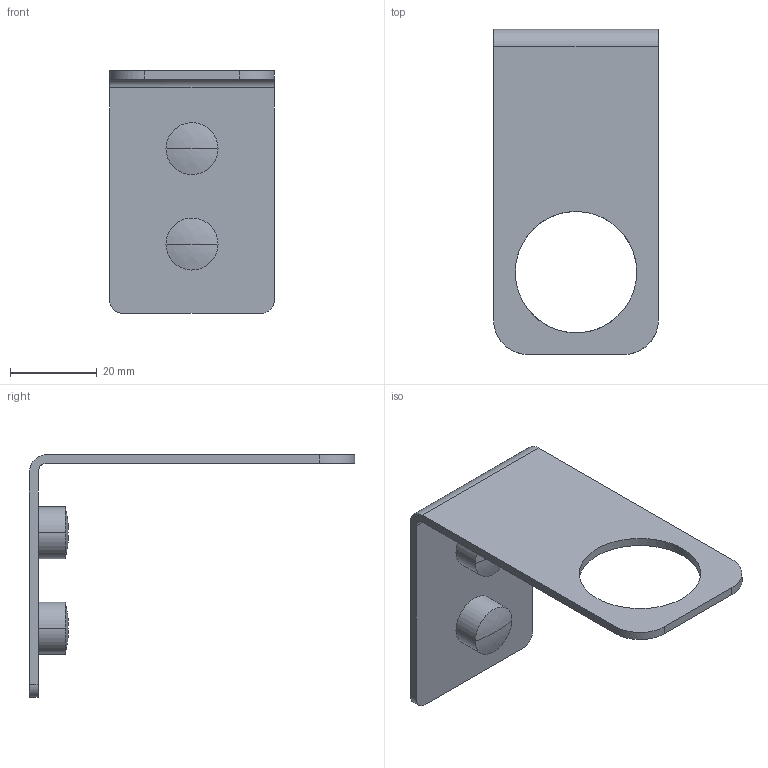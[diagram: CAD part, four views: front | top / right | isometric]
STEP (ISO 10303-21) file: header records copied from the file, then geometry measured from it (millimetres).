
FILE_DESCRIPTION(/* description */ (''),/* implementation_level */ '2;1');
FILE_NAME(/* name */ 'STEP - Mizu Drift Soap Bottle Holder',/* time_stamp */ '2024-03-18T13:50:40+11:00',/* author */ (''),/* organization */ (''),/* preprocessor_version */ 'ST-DEVELOPER v16.5',/* originating_system */ 'Rhino 7.23',/* authorisation */ '');
FILE_SCHEMA (('AUTOMOTIVE_DESIGN'));
Length unit declared in the file: millimetre
Products named in the file (1): Document
Bounding box: 38 x 75 x 56 mm (x, y, z)
Volume: 9567.1 mm3; surface area: 11000.3 mm2
Topology: 5 solids, 5 shells, 60 faces, 138 edges, 86 vertices
Faces by surface type: cylinder 28, plane 16, bspline 16
Entity records: 1936 total; most frequent: CARTESIAN_POINT 976, ORIENTED_EDGE 268, EDGE_CURVE 134, VERTEX_POINT 86, EDGE_LOOP 72, ADVANCED_FACE 60, FACE_OUTER_BOUND 60, B_SPLINE_CURVE_WITH_KNOTS 58
